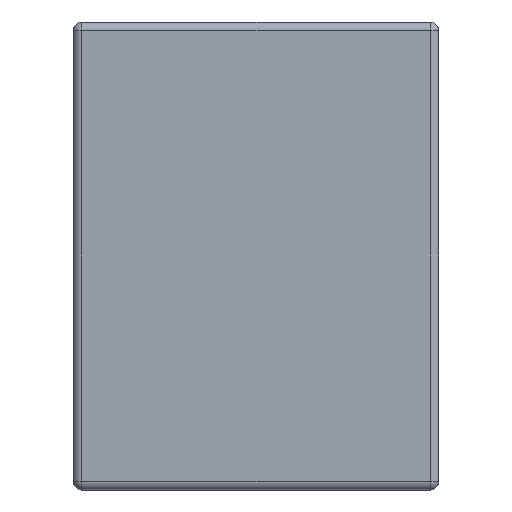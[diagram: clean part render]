
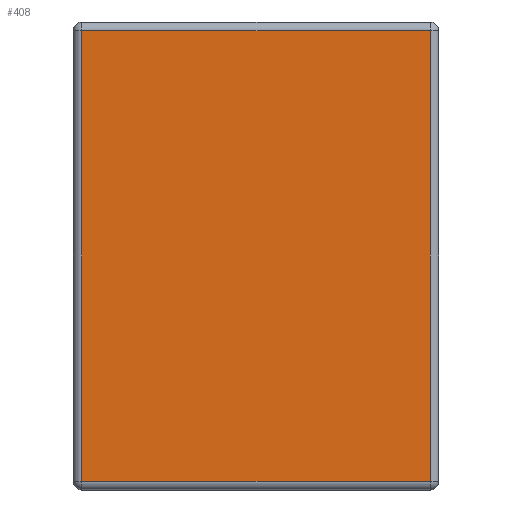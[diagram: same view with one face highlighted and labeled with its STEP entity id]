
A CAD part, left-side view. The second image highlights one B-rep face of the part: STEP entity #408.
In plain terms, the highlighted planar face has unit normal (-1, 0, 0).
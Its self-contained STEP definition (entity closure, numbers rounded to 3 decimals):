
#39 = VERTEX_POINT ( 'NONE', #1777 ) ;
#408 = ADVANCED_FACE ( 'NONE', ( #851 ), #773, .F. ) ;
#551 = VERTEX_POINT ( 'NONE', #910 ) ;
#559 = VECTOR ( 'NONE', #1259, 1000. ) ;
#567 = ORIENTED_EDGE ( 'NONE', *, *, #1833, .T. ) ;
#584 = DIRECTION ( 'NONE',  ( 0., -1., 0. ) ) ;
#596 = LINE ( 'NONE', #1515, #1673 ) ;
#645 = CARTESIAN_POINT ( 'NONE',  ( -1.6, 1.22, 0.77 ) ) ;
#697 = VERTEX_POINT ( 'NONE', #931 ) ;
#727 = CARTESIAN_POINT ( 'NONE',  ( -1.6, 1.25, -0.77 ) ) ;
#736 = EDGE_CURVE ( 'NONE', #1864, #39, #953, .T. ) ;
#773 = PLANE ( 'NONE',  #1345 ) ;
#851 = FACE_OUTER_BOUND ( 'NONE', #1105, .T. ) ;
#910 = CARTESIAN_POINT ( 'NONE',  ( -1.6, 0.03, 0.77 ) ) ;
#931 = CARTESIAN_POINT ( 'NONE',  ( -1.6, 0.03, -0.77 ) ) ;
#936 = VECTOR ( 'NONE', #1151, 1000. ) ;
#953 = LINE ( 'NONE', #1100, #559 ) ;
#1072 = DIRECTION ( 'NONE',  ( 0., 0., -1. ) ) ;
#1100 = CARTESIAN_POINT ( 'NONE',  ( -1.6, 1.22, 0.8 ) ) ;
#1105 = EDGE_LOOP ( 'NONE', ( #1301, #1136, #1691, #567 ) ) ;
#1136 = ORIENTED_EDGE ( 'NONE', *, *, #1442, .T. ) ;
#1141 = EDGE_CURVE ( 'NONE', #697, #551, #1332, .T. ) ;
#1151 = DIRECTION ( 'NONE',  ( 0., 0., 1. ) ) ;
#1259 = DIRECTION ( 'NONE',  ( 0., 0., -1. ) ) ;
#1301 = ORIENTED_EDGE ( 'NONE', *, *, #736, .T. ) ;
#1332 = LINE ( 'NONE', #1580, #936 ) ;
#1345 = AXIS2_PLACEMENT_3D ( 'NONE', #1644, #1800, #1072 ) ;
#1379 = DIRECTION ( 'NONE',  ( 0., 1., 0. ) ) ;
#1442 = EDGE_CURVE ( 'NONE', #39, #697, #1500, .T. ) ;
#1500 = LINE ( 'NONE', #727, #1852 ) ;
#1515 = CARTESIAN_POINT ( 'NONE',  ( -1.6, 1.25, 0.77 ) ) ;
#1580 = CARTESIAN_POINT ( 'NONE',  ( -1.6, 0.03, 0.8 ) ) ;
#1644 = CARTESIAN_POINT ( 'NONE',  ( -1.6, 1.25, 0.8 ) ) ;
#1673 = VECTOR ( 'NONE', #1379, 1000. ) ;
#1691 = ORIENTED_EDGE ( 'NONE', *, *, #1141, .T. ) ;
#1777 = CARTESIAN_POINT ( 'NONE',  ( -1.6, 1.22, -0.77 ) ) ;
#1800 = DIRECTION ( 'NONE',  ( 1., 0., 0. ) ) ;
#1833 = EDGE_CURVE ( 'NONE', #551, #1864, #596, .T. ) ;
#1852 = VECTOR ( 'NONE', #584, 1000. ) ;
#1864 = VERTEX_POINT ( 'NONE', #645 ) ;
